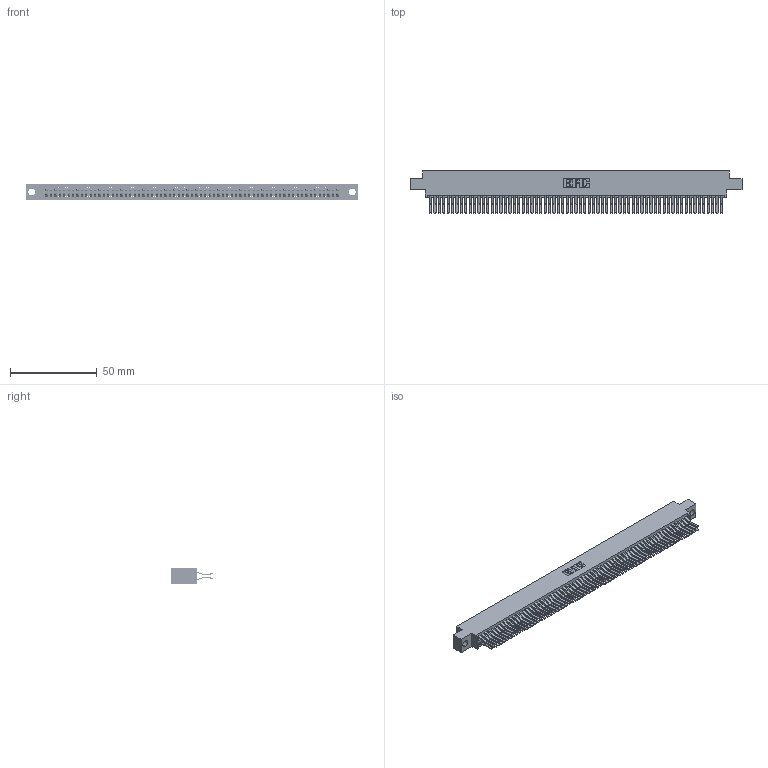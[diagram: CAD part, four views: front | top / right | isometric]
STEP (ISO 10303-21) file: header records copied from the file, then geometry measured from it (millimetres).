
FILE_DESCRIPTION (( 'STEP AP203' ), '1' );
FILE_NAME ('395-134-560-804.STEP', '2018-12-05T06:17:21', ( '' ), ( '' ), 'SwSTEP 2.0', 'SolidWorks 2016', '' );
FILE_SCHEMA (( 'CONFIG_CONTROL_DESIGN' ));
Length unit declared in the file: inch
Products named in the file (3): 345 Part_0.170 Offset - 0.156 Dia-TH; 345-292-001_560 Tail; 395-134-560-804
Assembly tree (135 placements, depth 2):
  395-134-560-804
    345 Part_0.170 Offset - 0.156 Dia-TH
    345-292-001_560 Tail  x134
Bounding box: 191.39 x 24.45 x 9.4 mm (x, y, z)
Volume: 19500.9 mm3; surface area: 31527.3 mm2
Topology: 135 solids, 135 shells, 7098 faces, 21123 edges, 13902 vertices
Faces by surface type: plane 4506, cylinder 2592
Entity records: 49427 total; most frequent: CARTESIAN_POINT 8264, ORIENTED_EDGE 8198, DIRECTION 7259, EDGE_CURVE 4099, VECTOR 3695, LINE 3695, VERTEX_POINT 2730, AXIS2_PLACEMENT_3D 1782
